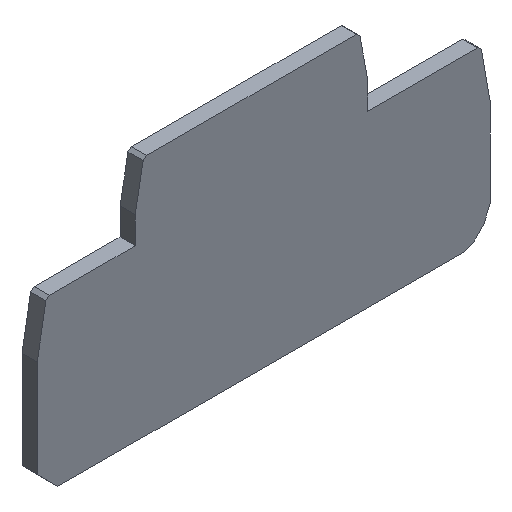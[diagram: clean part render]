
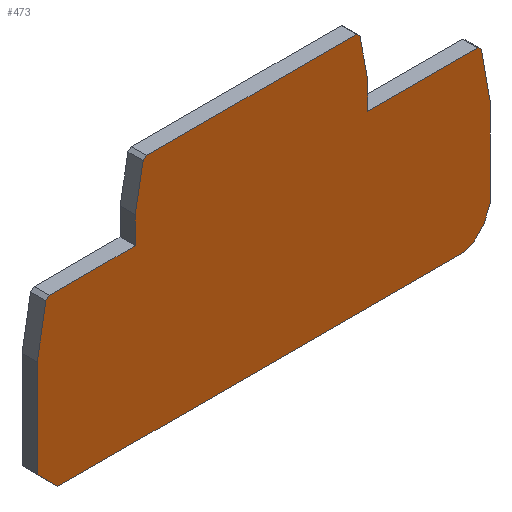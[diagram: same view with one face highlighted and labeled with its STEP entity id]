
A CAD part, isometric view. The second image highlights one B-rep face of the part: STEP entity #473.
In plain terms, the highlighted free-form (B-spline) face has degree [1, 1] with [2, 2] control points.
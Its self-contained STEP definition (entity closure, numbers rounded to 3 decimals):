
#25=CARTESIAN_POINT('',(33.8,7.2,-2.911));
#26=VERTEX_POINT('',#25);
#27=CARTESIAN_POINT('',(33.8,7.2,-15.797));
#28=VERTEX_POINT('',#27);
#29=CARTESIAN_POINT('',(33.8,7.2,-2.911));
#30=CARTESIAN_POINT('',(33.8,7.2,-15.797));
#31=B_SPLINE_CURVE_WITH_KNOTS('',1,(#29,#30),.POLYLINE_FORM.,.F.,.U.,(2,2),(0.,1.),.UNSPECIFIED.);
#32=EDGE_CURVE('',#26,#28,#31,.T.);
#68=CARTESIAN_POINT('',(32.548,7.2,4.187));
#69=VERTEX_POINT('',#68);
#75=CARTESIAN_POINT('',(32.548,7.2,4.187));
#76=CARTESIAN_POINT('',(33.8,7.2,-2.911));
#77=B_SPLINE_CURVE_WITH_KNOTS('',1,(#75,#76),.POLYLINE_FORM.,.F.,.U.,(2,2),(0.,1.),.UNSPECIFIED.);
#78=EDGE_CURVE('',#69,#26,#77,.T.);
#89=CARTESIAN_POINT('',(16.1,7.2,4.6));
#90=VERTEX_POINT('',#89);
#91=CARTESIAN_POINT('',(32.056,7.2,4.6));
#92=VERTEX_POINT('',#91);
#93=CARTESIAN_POINT('',(16.1,7.2,4.6));
#94=CARTESIAN_POINT('',(32.056,7.2,4.6));
#95=B_SPLINE_CURVE_WITH_KNOTS('',1,(#93,#94),.POLYLINE_FORM.,.F.,.U.,(2,2),(0.,1.),.UNSPECIFIED.);
#96=EDGE_CURVE('',#90,#92,#95,.T.);
#132=CARTESIAN_POINT('',(16.1,7.2,8.478));
#133=VERTEX_POINT('',#132);
#139=CARTESIAN_POINT('',(16.1,7.2,8.478));
#140=CARTESIAN_POINT('',(16.1,7.2,4.6));
#141=B_SPLINE_CURVE_WITH_KNOTS('',1,(#139,#140),.POLYLINE_FORM.,.F.,.U.,(2,2),(0.,1.),.UNSPECIFIED.);
#142=EDGE_CURVE('',#133,#90,#141,.T.);
#160=CARTESIAN_POINT('',(14.946,7.2,14.691));
#161=VERTEX_POINT('',#160);
#167=CARTESIAN_POINT('',(14.946,7.2,14.691));
#168=CARTESIAN_POINT('',(16.1,7.2,8.478));
#169=B_SPLINE_CURVE_WITH_KNOTS('',1,(#167,#168),.POLYLINE_FORM.,.F.,.U.,(2,2),(0.,1.),.UNSPECIFIED.);
#170=EDGE_CURVE('',#161,#133,#169,.T.);
#190=CARTESIAN_POINT('',(-17.6,7.2,4.6));
#191=VERTEX_POINT('',#190);
#197=CARTESIAN_POINT('',(-17.6,7.2,8.478));
#198=VERTEX_POINT('',#197);
#199=CARTESIAN_POINT('',(-17.6,7.2,4.6));
#200=CARTESIAN_POINT('',(-17.6,7.2,8.478));
#201=B_SPLINE_CURVE_WITH_KNOTS('',1,(#199,#200),.POLYLINE_FORM.,.F.,.U.,(2,2),(0.,1.),.UNSPECIFIED.);
#202=EDGE_CURVE('',#191,#198,#201,.T.);
#224=CARTESIAN_POINT('',(-30.051,7.2,4.6));
#225=VERTEX_POINT('',#224);
#231=CARTESIAN_POINT('',(-30.051,7.2,4.6));
#232=CARTESIAN_POINT('',(-17.6,7.2,4.6));
#233=B_SPLINE_CURVE_WITH_KNOTS('',1,(#231,#232),.POLYLINE_FORM.,.F.,.U.,(2,2),(0.,1.),.UNSPECIFIED.);
#234=EDGE_CURVE('',#225,#191,#233,.T.);
#259=CARTESIAN_POINT('',(-30.543,7.2,4.187));
#260=VERTEX_POINT('',#259);
#261=CARTESIAN_POINT('',(-30.543,7.2,4.187));
#262=CARTESIAN_POINT('',(-30.47,7.2,4.6));
#263=CARTESIAN_POINT('',(-30.051,7.2,4.6));
#264=(BOUNDED_CURVE()B_SPLINE_CURVE(2,(#261,#262,#263),.CIRCULAR_ARC.,.F.,.U.)B_SPLINE_CURVE_WITH_KNOTS((3,3),(0.,1.),.UNSPECIFIED.)CURVE()GEOMETRIC_REPRESENTATION_ITEM()RATIONAL_B_SPLINE_CURVE((1.,0.766,1.))REPRESENTATION_ITEM(''));
#265=EDGE_CURVE('',#260,#225,#264,.T.);
#303=CARTESIAN_POINT('',(32.056,7.2,4.6));
#304=CARTESIAN_POINT('',(32.475,7.2,4.6));
#305=CARTESIAN_POINT('',(32.548,7.2,4.187));
#306=(BOUNDED_CURVE()B_SPLINE_CURVE(2,(#303,#304,#305),.CIRCULAR_ARC.,.F.,.U.)B_SPLINE_CURVE_WITH_KNOTS((3,3),(0.,1.),.UNSPECIFIED.)CURVE()GEOMETRIC_REPRESENTATION_ITEM()RATIONAL_B_SPLINE_CURVE((1.,0.766,1.))REPRESENTATION_ITEM(''));
#307=EDGE_CURVE('',#92,#69,#306,.T.);
#339=CARTESIAN_POINT('',(32.972,7.2,-17.866));
#340=VERTEX_POINT('',#339);
#341=CARTESIAN_POINT('',(33.8,7.2,-15.797));
#342=CARTESIAN_POINT('',(33.8,7.2,-16.997));
#343=CARTESIAN_POINT('',(32.972,7.2,-17.866));
#344=(BOUNDED_CURVE()B_SPLINE_CURVE(2,(#341,#342,#343),.CIRCULAR_ARC.,.F.,.U.)B_SPLINE_CURVE_WITH_KNOTS((3,3),(0.,1.),.UNSPECIFIED.)CURVE()GEOMETRIC_REPRESENTATION_ITEM()RATIONAL_B_SPLINE_CURVE((1.,0.928,1.))REPRESENTATION_ITEM(''));
#345=EDGE_CURVE('',#28,#340,#344,.T.);
#377=CARTESIAN_POINT('',(-31.8,7.2,-2.91));
#378=VERTEX_POINT('',#377);
#384=CARTESIAN_POINT('',(-31.8,7.2,-2.91));
#385=CARTESIAN_POINT('',(-30.543,7.2,4.187));
#386=B_SPLINE_CURVE_WITH_KNOTS('',1,(#384,#385),.POLYLINE_FORM.,.F.,.U.,(2,2),(0.,1.),.UNSPECIFIED.);
#387=EDGE_CURVE('',#378,#260,#386,.T.);
#392=CARTESIAN_POINT('',(-36.2,7.2,34.75));
#393=CARTESIAN_POINT('',(38.2,7.2,34.75));
#394=CARTESIAN_POINT('',(-36.2,7.2,-39.65));
#395=CARTESIAN_POINT('',(38.2,7.2,-39.65));
#396=B_SPLINE_SURFACE_WITH_KNOTS('',1,1,((#392,#393),(#394,#395)),.PLANE_SURF.,.F.,.F.,.U.,(2,2),(2,2),(0.,1.),(0.,1.),.UNSPECIFIED.);
#397=CARTESIAN_POINT('',(-15.955,7.2,15.1));
#398=VERTEX_POINT('',#397);
#399=CARTESIAN_POINT('',(-16.446,7.2,14.691));
#400=VERTEX_POINT('',#399);
#401=CARTESIAN_POINT('',(-15.955,7.2,15.1));
#402=CARTESIAN_POINT('',(-16.37,7.2,15.1));
#403=CARTESIAN_POINT('',(-16.446,7.2,14.691));
#404=(BOUNDED_CURVE()B_SPLINE_CURVE(2,(#401,#402,#403),.CIRCULAR_ARC.,.F.,.U.)B_SPLINE_CURVE_WITH_KNOTS((3,3),(0.,1.),.UNSPECIFIED.)CURVE()GEOMETRIC_REPRESENTATION_ITEM()RATIONAL_B_SPLINE_CURVE((1.,0.769,1.))REPRESENTATION_ITEM(''));
#405=EDGE_CURVE('',#398,#400,#404,.T.);
#406=ORIENTED_EDGE('',*,*,#405,.T.);
#407=CARTESIAN_POINT('',(-16.446,7.2,14.691));
#408=CARTESIAN_POINT('',(-17.6,7.2,8.478));
#409=B_SPLINE_CURVE_WITH_KNOTS('',1,(#407,#408),.POLYLINE_FORM.,.F.,.U.,(2,2),(0.,1.),.UNSPECIFIED.);
#410=EDGE_CURVE('',#400,#198,#409,.T.);
#411=ORIENTED_EDGE('',*,*,#410,.T.);
#412=ORIENTED_EDGE('',*,*,#202,.F.);
#413=ORIENTED_EDGE('',*,*,#234,.F.);
#414=ORIENTED_EDGE('',*,*,#265,.F.);
#415=ORIENTED_EDGE('',*,*,#387,.F.);
#416=CARTESIAN_POINT('',(-31.8,7.2,-17.));
#417=VERTEX_POINT('',#416);
#418=CARTESIAN_POINT('',(-31.8,7.2,-2.91));
#419=CARTESIAN_POINT('',(-31.8,7.2,-17.));
#420=B_SPLINE_CURVE_WITH_KNOTS('',1,(#418,#419),.POLYLINE_FORM.,.F.,.U.,(2,2),(0.,1.),.UNSPECIFIED.);
#421=EDGE_CURVE('',#378,#417,#420,.T.);
#422=ORIENTED_EDGE('',*,*,#421,.T.);
#423=CARTESIAN_POINT('',(-28.8,7.2,-20.));
#424=VERTEX_POINT('',#423);
#425=CARTESIAN_POINT('',(-31.8,7.2,-17.));
#426=CARTESIAN_POINT('',(-31.8,7.2,-20.));
#427=CARTESIAN_POINT('',(-28.8,7.2,-20.));
#428=(BOUNDED_CURVE()B_SPLINE_CURVE(2,(#425,#426,#427),.CIRCULAR_ARC.,.F.,.U.)B_SPLINE_CURVE_WITH_KNOTS((3,3),(0.,1.),.UNSPECIFIED.)CURVE()GEOMETRIC_REPRESENTATION_ITEM()RATIONAL_B_SPLINE_CURVE((1.,0.707,1.))REPRESENTATION_ITEM(''));
#429=EDGE_CURVE('',#417,#424,#428,.T.);
#430=ORIENTED_EDGE('',*,*,#429,.T.);
#431=CARTESIAN_POINT('',(30.083,7.2,-20.));
#432=VERTEX_POINT('',#431);
#433=CARTESIAN_POINT('',(-28.8,7.2,-20.));
#434=CARTESIAN_POINT('',(30.083,7.2,-20.));
#435=B_SPLINE_CURVE_WITH_KNOTS('',1,(#433,#434),.POLYLINE_FORM.,.F.,.U.,(2,2),(0.,1.),.UNSPECIFIED.);
#436=EDGE_CURVE('',#424,#432,#435,.T.);
#437=ORIENTED_EDGE('',*,*,#436,.T.);
#438=CARTESIAN_POINT('',(31.531,7.2,-19.379));
#439=VERTEX_POINT('',#438);
#440=CARTESIAN_POINT('',(30.083,7.2,-20.));
#441=CARTESIAN_POINT('',(30.94,7.2,-20.));
#442=CARTESIAN_POINT('',(31.531,7.2,-19.379));
#443=(BOUNDED_CURVE()B_SPLINE_CURVE(2,(#440,#441,#442),.CIRCULAR_ARC.,.F.,.U.)B_SPLINE_CURVE_WITH_KNOTS((3,3),(0.,1.),.UNSPECIFIED.)CURVE()GEOMETRIC_REPRESENTATION_ITEM()RATIONAL_B_SPLINE_CURVE((1.,0.919,1.))REPRESENTATION_ITEM(''));
#444=EDGE_CURVE('',#432,#439,#443,.T.);
#445=ORIENTED_EDGE('',*,*,#444,.T.);
#446=CARTESIAN_POINT('',(31.531,7.2,-19.379));
#447=CARTESIAN_POINT('',(32.972,7.2,-17.866));
#448=B_SPLINE_CURVE_WITH_KNOTS('',1,(#446,#447),.POLYLINE_FORM.,.F.,.U.,(2,2),(0.,1.),.UNSPECIFIED.);
#449=EDGE_CURVE('',#439,#340,#448,.T.);
#450=ORIENTED_EDGE('',*,*,#449,.T.);
#451=ORIENTED_EDGE('',*,*,#345,.F.);
#452=ORIENTED_EDGE('',*,*,#32,.F.);
#453=ORIENTED_EDGE('',*,*,#78,.F.);
#454=ORIENTED_EDGE('',*,*,#307,.F.);
#455=ORIENTED_EDGE('',*,*,#96,.F.);
#456=ORIENTED_EDGE('',*,*,#142,.F.);
#457=ORIENTED_EDGE('',*,*,#170,.F.);
#458=CARTESIAN_POINT('',(14.455,7.2,15.1));
#459=VERTEX_POINT('',#458);
#460=CARTESIAN_POINT('',(14.946,7.2,14.691));
#461=CARTESIAN_POINT('',(14.87,7.2,15.1));
#462=CARTESIAN_POINT('',(14.455,7.2,15.1));
#463=(BOUNDED_CURVE()B_SPLINE_CURVE(2,(#460,#461,#462),.CIRCULAR_ARC.,.F.,.U.)B_SPLINE_CURVE_WITH_KNOTS((3,3),(0.,1.),.UNSPECIFIED.)CURVE()GEOMETRIC_REPRESENTATION_ITEM()RATIONAL_B_SPLINE_CURVE((1.,0.769,1.))REPRESENTATION_ITEM(''));
#464=EDGE_CURVE('',#161,#459,#463,.T.);
#465=ORIENTED_EDGE('',*,*,#464,.T.);
#466=CARTESIAN_POINT('',(14.455,7.2,15.1));
#467=CARTESIAN_POINT('',(-15.955,7.2,15.1));
#468=B_SPLINE_CURVE_WITH_KNOTS('',1,(#466,#467),.POLYLINE_FORM.,.F.,.U.,(2,2),(0.,1.),.UNSPECIFIED.);
#469=EDGE_CURVE('',#459,#398,#468,.T.);
#470=ORIENTED_EDGE('',*,*,#469,.T.);
#471=EDGE_LOOP('',(#406,#411,#412,#413,#414,#415,#422,#430,#437,#445,#450,#451,#452,#453,#454,#455,#456,#457,#465,#470));
#472=FACE_OUTER_BOUND('',#471,.T.);
#473=ADVANCED_FACE('',(#472),#396,.T.);
